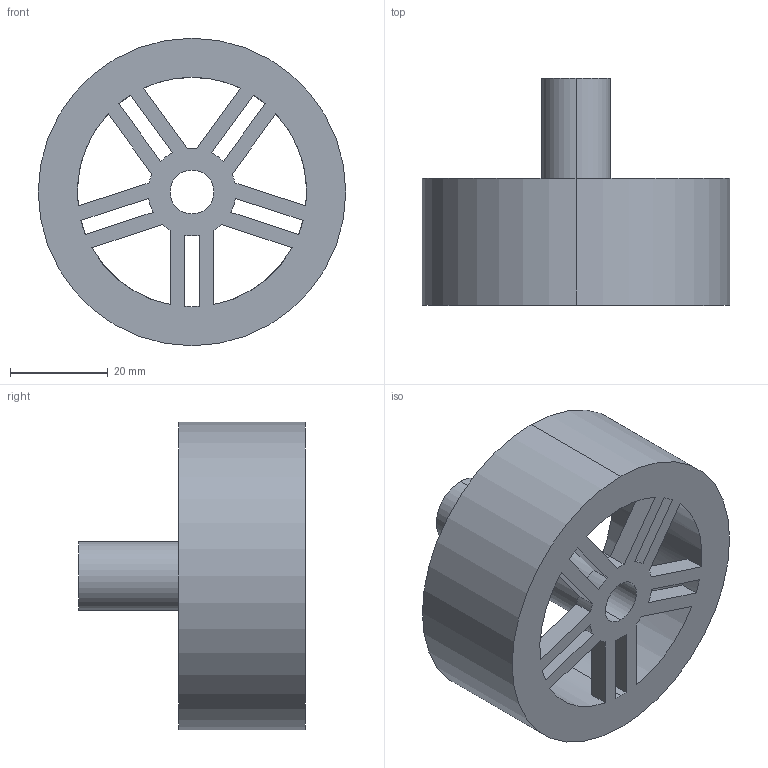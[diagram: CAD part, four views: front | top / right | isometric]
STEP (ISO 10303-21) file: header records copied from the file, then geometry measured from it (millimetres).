
FILE_DESCRIPTION (( 'STEP AP214' ), '1' );
FILE_NAME ('C2.STEP', '2021-05-14T20:20:19', ( '' ), ( '' ), 'SwSTEP 2.0', 'SolidWorks 2020', '' );
FILE_SCHEMA (( 'AUTOMOTIVE_DESIGN' ));
Length unit declared in the file: millimetre
Products named in the file (1): C2
Bounding box: 63 x 46.5 x 63 mm (x, y, z)
Volume: 42324.6 mm3; surface area: 17377.5 mm2
Topology: 1 solids, 1 shells, 43 faces, 147 edges, 98 vertices
Faces by surface type: plane 24, cylinder 19
Entity records: 1697 total; most frequent: ORIENTED_EDGE 294, DIRECTION 293, CARTESIAN_POINT 289, EDGE_CURVE 147, AXIS2_PLACEMENT_3D 102, VERTEX_POINT 98, VECTOR 89, LINE 89
